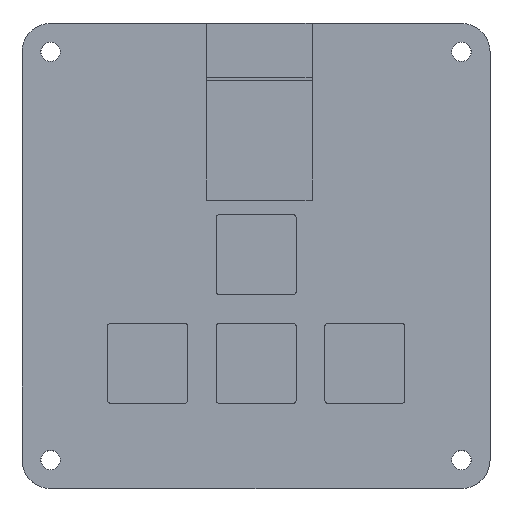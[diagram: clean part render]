
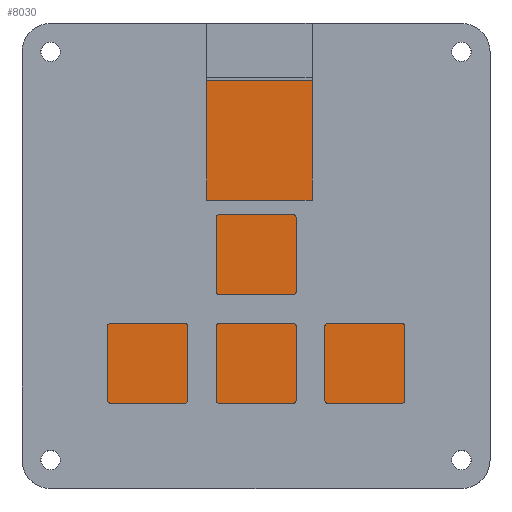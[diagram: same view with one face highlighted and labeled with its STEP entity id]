
A CAD part, top view. The second image highlights one B-rep face of the part: STEP entity #8030.
In plain terms, the highlighted planar face has unit normal (0, 0, 1).
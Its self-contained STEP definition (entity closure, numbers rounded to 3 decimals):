
#1320=FACE_OUTER_BOUND('',#1791,.T.);
#1791=EDGE_LOOP('',(#7446,#7447,#7448,#7449));
#2430=LINE('',#15927,#3077);
#2433=LINE('',#15933,#3080);
#2436=LINE('',#15939,#3083);
#2439=LINE('',#15943,#3086);
#3077=VECTOR('',#9494,10.);
#3080=VECTOR('',#9499,10.);
#3083=VECTOR('',#9504,10.);
#3086=VECTOR('',#9509,10.);
#3875=VERTEX_POINT('',#15924);
#3876=VERTEX_POINT('',#15926);
#3878=VERTEX_POINT('',#15932);
#3880=VERTEX_POINT('',#15938);
#5062=EDGE_CURVE('',#3876,#3875,#2430,.T.);
#5065=EDGE_CURVE('',#3878,#3876,#2433,.T.);
#5068=EDGE_CURVE('',#3880,#3878,#2436,.T.);
#5071=EDGE_CURVE('',#3875,#3880,#2439,.T.);
#7446=ORIENTED_EDGE('',*,*,#5071,.T.);
#7447=ORIENTED_EDGE('',*,*,#5068,.T.);
#7448=ORIENTED_EDGE('',*,*,#5065,.T.);
#7449=ORIENTED_EDGE('',*,*,#5062,.T.);
#7605=PLANE('',#8332);
#8030=ADVANCED_FACE('',(#1320),#7605,.T.);
#8332=AXIS2_PLACEMENT_3D('',#15944,#9510,#9511);
#9494=DIRECTION('',(1.,0.,0.));
#9499=DIRECTION('',(0.,-1.,0.));
#9504=DIRECTION('',(-1.,0.,0.));
#9509=DIRECTION('',(0.,1.,0.));
#9510=DIRECTION('center_axis',(0.,0.,1.));
#9511=DIRECTION('ref_axis',(1.,0.,0.));
#15924=CARTESIAN_POINT('',(31.031,-30.791,4.5));
#15926=CARTESIAN_POINT('',(-31.031,-30.791,4.5));
#15927=CARTESIAN_POINT('',(-31.031,-30.791,4.5));
#15932=CARTESIAN_POINT('',(-31.031,30.791,4.5));
#15933=CARTESIAN_POINT('',(-31.031,30.791,4.5));
#15938=CARTESIAN_POINT('',(31.031,30.791,4.5));
#15939=CARTESIAN_POINT('',(31.031,30.791,4.5));
#15943=CARTESIAN_POINT('',(31.031,-30.791,4.5));
#15944=CARTESIAN_POINT('Origin',(0.,0.,4.5));
